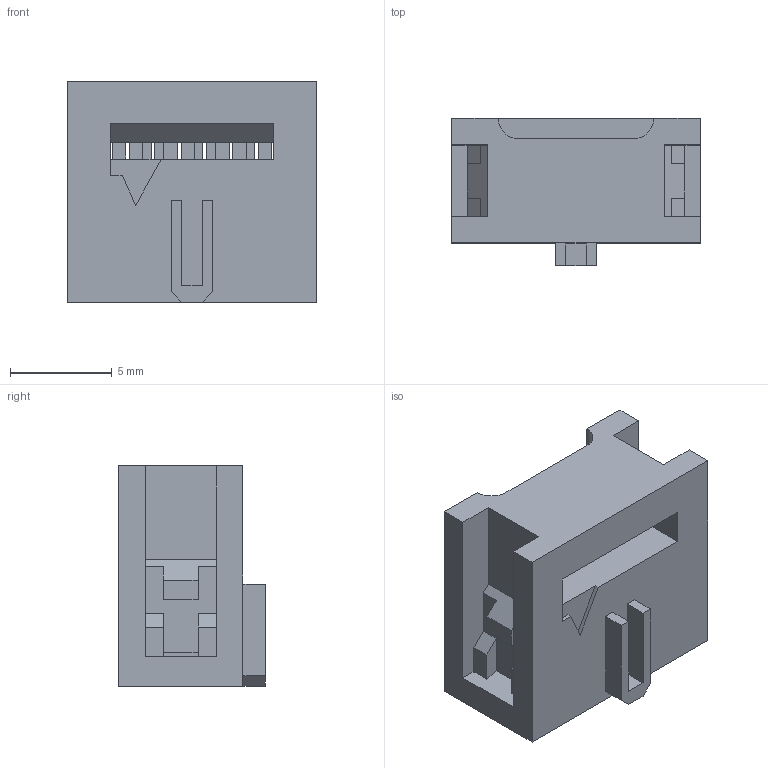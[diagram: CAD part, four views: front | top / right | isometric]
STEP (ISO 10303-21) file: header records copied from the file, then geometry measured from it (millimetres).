
FILE_DESCRIPTION(/* description */ (''),/* implementation_level */ '2;1');
FILE_NAME(/* name */ '100551479ugm000_b.stp',/* time_stamp */ '2016-11-24T14:07:18+01:00',/* author */ (''),/* organization */ (''),/* preprocessor_version */ 'ST-DEVELOPER v16',/* originating_system */ 'SIEMENS PLM Software NX 10.0',/* authorisation */ '');
FILE_SCHEMA (('AUTOMOTIVE_DESIGN { 1 0 10303 214 3 1 1 1 }'));
Length unit declared in the file: millimetre
Products named in the file (1): 100551479ugm000_b
Bounding box: 12.2 x 7.2 x 10.8 mm (x, y, z)
Volume: 638.5 mm3; surface area: 742.9 mm2
Topology: 1 solids, 1 shells, 149 faces, 440 edges, 298 vertices
Faces by surface type: plane 147, cylinder 2
Entity records: 5323 total; most frequent: CARTESIAN_POINT 915, ORIENTED_EDGE 880, DIRECTION 738, EDGE_CURVE 440, LINE 424, VECTOR 424, VERTEX_POINT 298, EDGE_LOOP 180
